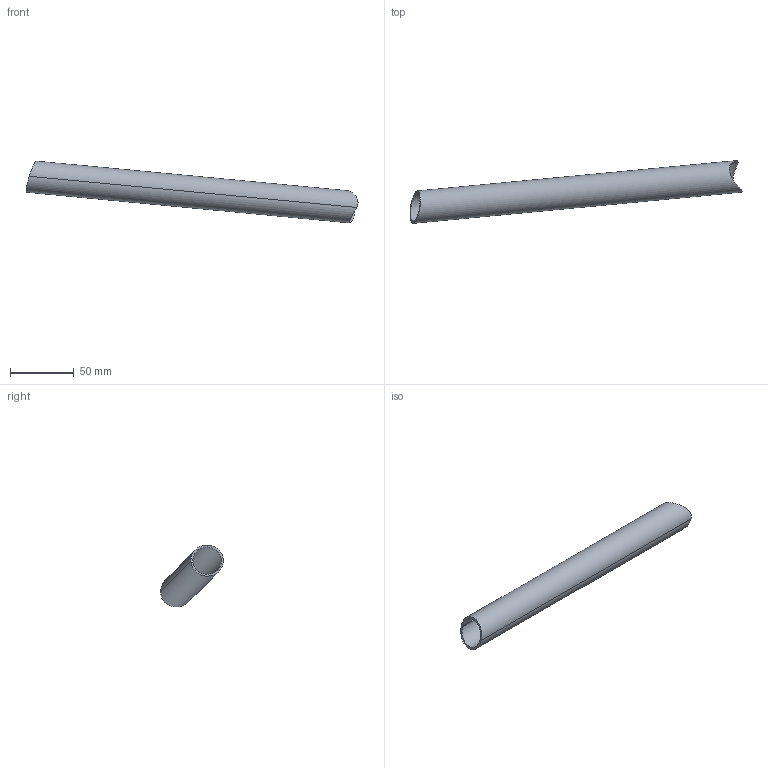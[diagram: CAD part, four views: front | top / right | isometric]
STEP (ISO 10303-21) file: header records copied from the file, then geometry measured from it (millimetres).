
FILE_DESCRIPTION(('STEP AP214'),'1');
FILE_NAME('39.stp','2019-12-01T21:06:17',(' '),(' '),'Spatial InterOp 3D',' ',' ');
FILE_SCHEMA(('AUTOMOTIVE_DESIGN { 1 0 10303 214 1 1 1 1 }'));
Length unit declared in the file: metre
Products named in the file (1): PartBody/Pocket.1
Bounding box: 260.62 x 49.16 x 48.45 mm (x, y, z)
Volume: 45038.1 mm3; surface area: 55357.5 mm2
Topology: 1 solids, 1 shells, 8 faces, 19 edges, 13 vertices
Faces by surface type: cylinder 7, plane 1
Entity records: 655 total; most frequent: CARTESIAN_POINT 349, ORIENTED_EDGE 38, DIRECTION 22, STYLED_ITEM 21, PRESENTATION_STYLE_ASSIGNMENT 21, COLOUR_RGB 21, EDGE_CURVE 19, CURVE_STYLE 13
